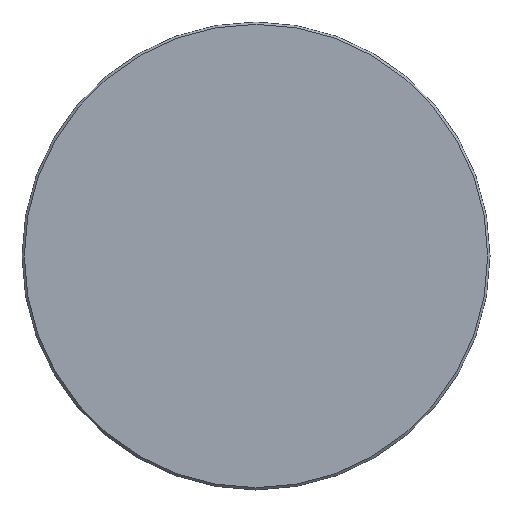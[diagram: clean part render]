
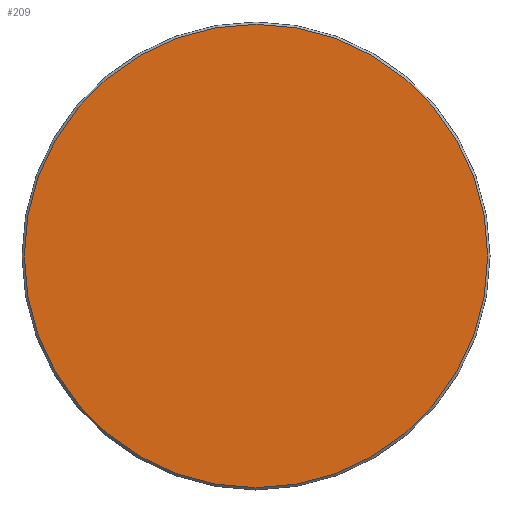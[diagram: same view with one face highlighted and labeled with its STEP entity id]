
A CAD part, left-side view. The second image highlights one B-rep face of the part: STEP entity #209.
In plain terms, the highlighted planar face has unit normal (-1, 0, 0).
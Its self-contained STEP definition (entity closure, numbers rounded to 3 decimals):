
#20 = DIRECTION ( 'NONE',  ( 0., 0., -1. ) ) ;
#26 = CARTESIAN_POINT ( 'NONE',  ( -2.9, 0., 0. ) ) ;
#45 = CARTESIAN_POINT ( 'NONE',  ( -2.9, 0., 0. ) ) ;
#55 = DIRECTION ( 'NONE',  ( -1., 0., 0. ) ) ;
#57 = ORIENTED_EDGE ( 'NONE', *, *, #230, .T. ) ;
#62 = VERTEX_POINT ( 'NONE', #94 ) ;
#67 = ORIENTED_EDGE ( 'NONE', *, *, #282, .T. ) ;
#87 = DIRECTION ( 'NONE',  ( 1., 0., 0. ) ) ;
#94 = CARTESIAN_POINT ( 'NONE',  ( -2.9, 0., 25.15 ) ) ;
#131 = PLANE ( 'NONE',  #261 ) ;
#134 = CIRCLE ( 'NONE', #161, 25.15 ) ;
#136 = VERTEX_POINT ( 'NONE', #220 ) ;
#157 = DIRECTION ( 'NONE',  ( -1., 0., 0. ) ) ;
#161 = AXIS2_PLACEMENT_3D ( 'NONE', #26, #157, #268 ) ;
#170 = DIRECTION ( 'NONE',  ( 0., 0., -1. ) ) ;
#192 = FACE_OUTER_BOUND ( 'NONE', #292, .T. ) ;
#209 = ADVANCED_FACE ( 'NONE', ( #192 ), #131, .F. ) ;
#220 = CARTESIAN_POINT ( 'NONE',  ( -2.9, 0., -25.15 ) ) ;
#228 = CIRCLE ( 'NONE', #235, 25.15 ) ;
#230 = EDGE_CURVE ( 'NONE', #136, #62, #228, .T. ) ;
#235 = AXIS2_PLACEMENT_3D ( 'NONE', #45, #55, #20 ) ;
#250 = CARTESIAN_POINT ( 'NONE',  ( -2.9, 0., 0. ) ) ;
#261 = AXIS2_PLACEMENT_3D ( 'NONE', #250, #87, #170 ) ;
#268 = DIRECTION ( 'NONE',  ( 0., 0., -1. ) ) ;
#282 = EDGE_CURVE ( 'NONE', #62, #136, #134, .T. ) ;
#292 = EDGE_LOOP ( 'NONE', ( #57, #67 ) ) ;
